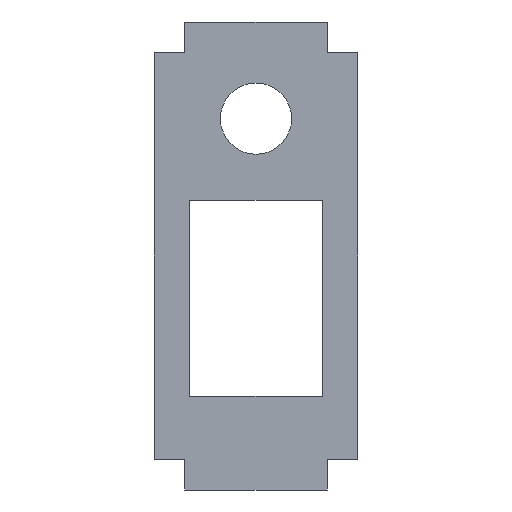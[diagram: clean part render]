
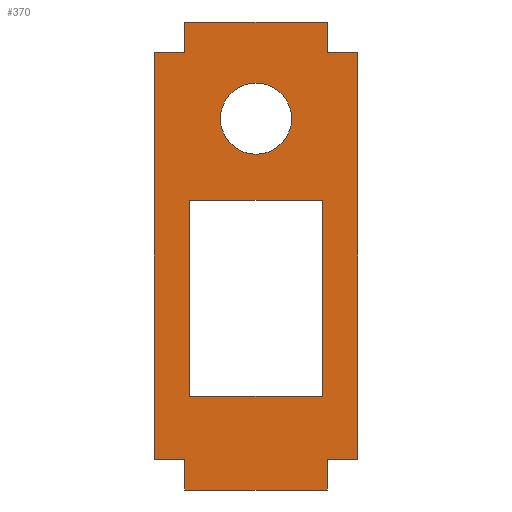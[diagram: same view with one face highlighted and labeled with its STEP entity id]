
A CAD part, front view. The second image highlights one B-rep face of the part: STEP entity #370.
In plain terms, the highlighted planar face has unit normal (0, -1, 0).
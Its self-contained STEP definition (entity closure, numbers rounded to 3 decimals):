
#3 = VERTEX_POINT ( 'NONE', #595 ) ;
#16 = CARTESIAN_POINT ( 'NONE',  ( -10., 0., -20. ) ) ;
#21 = ORIENTED_EDGE ( 'NONE', *, *, #264, .F. ) ;
#34 = DIRECTION ( 'NONE',  ( 0., 1., 0. ) ) ;
#38 = VECTOR ( 'NONE', #707, 1000. ) ;
#41 = ORIENTED_EDGE ( 'NONE', *, *, #279, .F. ) ;
#50 = LINE ( 'NONE', #701, #220 ) ;
#62 = ORIENTED_EDGE ( 'NONE', *, *, #282, .F. ) ;
#65 = ORIENTED_EDGE ( 'NONE', *, *, #271, .F. ) ;
#68 = ORIENTED_EDGE ( 'NONE', *, *, #260, .F. ) ;
#78 = VERTEX_POINT ( 'NONE', #214 ) ;
#80 = CARTESIAN_POINT ( 'NONE',  ( -7., 0., -23. ) ) ;
#86 = VERTEX_POINT ( 'NONE', #80 ) ;
#96 = ORIENTED_EDGE ( 'NONE', *, *, #266, .F. ) ;
#106 = CARTESIAN_POINT ( 'NONE',  ( 6.5, 0., -13.8 ) ) ;
#122 = VERTEX_POINT ( 'NONE', #145 ) ;
#141 = VECTOR ( 'NONE', #604, 1000. ) ;
#145 = CARTESIAN_POINT ( 'NONE',  ( -7., 0., 20. ) ) ;
#151 = LINE ( 'NONE', #607, #141 ) ;
#153 = ORIENTED_EDGE ( 'NONE', *, *, #259, .T. ) ;
#171 = ORIENTED_EDGE ( 'NONE', *, *, #275, .T. ) ;
#176 = ORIENTED_EDGE ( 'NONE', *, *, #253, .F. ) ;
#179 = VECTOR ( 'NONE', #617, 1000. ) ;
#182 = CARTESIAN_POINT ( 'NONE',  ( -7., 0., 23. ) ) ;
#186 = CARTESIAN_POINT ( 'NONE',  ( 7., 0., 20. ) ) ;
#191 = VECTOR ( 'NONE', #620, 1000. ) ;
#193 = VERTEX_POINT ( 'NONE', #16 ) ;
#198 = EDGE_CURVE ( 'NONE', #215, #3, #472, .T. ) ;
#199 = DIRECTION ( 'NONE',  ( 0., 0., 1. ) ) ;
#201 = LINE ( 'NONE', #618, #179 ) ;
#202 = VECTOR ( 'NONE', #623, 1000. ) ;
#204 = VERTEX_POINT ( 'NONE', #106 ) ;
#214 = CARTESIAN_POINT ( 'NONE',  ( 7., 0., 23. ) ) ;
#215 = VERTEX_POINT ( 'NONE', #498 ) ;
#216 = AXIS2_PLACEMENT_3D ( 'NONE', #523, #519, #518 ) ;
#218 = LINE ( 'NONE', #653, #338 ) ;
#220 = VECTOR ( 'NONE', #660, 1000. ) ;
#224 = AXIS2_PLACEMENT_3D ( 'NONE', #418, #690, #669 ) ;
#226 = VERTEX_POINT ( 'NONE', #182 ) ;
#228 = AXIS2_PLACEMENT_3D ( 'NONE', #703, #34, #199 ) ;
#233 = VECTOR ( 'NONE', #385, 1000. ) ;
#244 = VECTOR ( 'NONE', #656, 1000. ) ;
#249 = EDGE_LOOP ( 'NONE', ( #41, #641, #62, #393, #302, #65, #176, #493, #594, #68, #96, #21 ) ) ;
#253 = EDGE_CURVE ( 'NONE', #658, #341, #603, .T. ) ;
#258 = EDGE_CURVE ( 'NONE', #357, #658, #698, .T. ) ;
#259 = EDGE_CURVE ( 'NONE', #3, #215, #654, .T. ) ;
#260 = EDGE_CURVE ( 'NONE', #226, #78, #310, .T. ) ;
#262 = EDGE_CURVE ( 'NONE', #78, #357, #50, .T. ) ;
#264 = EDGE_CURVE ( 'NONE', #413, #122, #327, .T. ) ;
#266 = EDGE_CURVE ( 'NONE', #122, #226, #218, .T. ) ;
#270 = EDGE_CURVE ( 'NONE', #464, #86, #343, .T. ) ;
#271 = EDGE_CURVE ( 'NONE', #341, #356, #349, .T. ) ;
#275 = EDGE_CURVE ( 'NONE', #409, #204, #359, .T. ) ;
#276 = EDGE_CURVE ( 'NONE', #204, #317, #371, .T. ) ;
#278 = EDGE_CURVE ( 'NONE', #356, #464, #388, .T. ) ;
#279 = EDGE_CURVE ( 'NONE', #193, #413, #380, .T. ) ;
#280 = EDGE_CURVE ( 'NONE', #377, #193, #395, .T. ) ;
#282 = EDGE_CURVE ( 'NONE', #86, #377, #405, .T. ) ;
#283 = EDGE_CURVE ( 'NONE', #366, #409, #201, .T. ) ;
#288 = FACE_OUTER_BOUND ( 'NONE', #249, .T. ) ;
#289 = ORIENTED_EDGE ( 'NONE', *, *, #198, .T. ) ;
#293 = EDGE_CURVE ( 'NONE', #317, #366, #151, .T. ) ;
#302 = ORIENTED_EDGE ( 'NONE', *, *, #278, .F. ) ;
#310 = LINE ( 'NONE', #379, #38 ) ;
#317 = VERTEX_POINT ( 'NONE', #581 ) ;
#327 = LINE ( 'NONE', #667, #244 ) ;
#338 = VECTOR ( 'NONE', #651, 1000. ) ;
#340 = FACE_BOUND ( 'NONE', #706, .T. ) ;
#341 = VERTEX_POINT ( 'NONE', #534 ) ;
#343 = LINE ( 'NONE', #650, #350 ) ;
#347 = DIRECTION ( 'NONE',  ( 0., 0., -1. ) ) ;
#349 = LINE ( 'NONE', #663, #369 ) ;
#350 = VECTOR ( 'NONE', #649, 1000. ) ;
#356 = VERTEX_POINT ( 'NONE', #524 ) ;
#357 = VERTEX_POINT ( 'NONE', #552 ) ;
#359 = LINE ( 'NONE', #645, #382 ) ;
#366 = VERTEX_POINT ( 'NONE', #522 ) ;
#369 = VECTOR ( 'NONE', #643, 1000. ) ;
#370 = ADVANCED_FACE ( 'NONE', ( #340, #288, #400 ), #520, .F. ) ;
#371 = LINE ( 'NONE', #642, #389 ) ;
#377 = VERTEX_POINT ( 'NONE', #514 ) ;
#379 = CARTESIAN_POINT ( 'NONE',  ( -7., 0., 23. ) ) ;
#380 = LINE ( 'NONE', #638, #406 ) ;
#382 = VECTOR ( 'NONE', #637, 1000. ) ;
#385 = DIRECTION ( 'NONE',  ( 1., 0., 0. ) ) ;
#388 = LINE ( 'NONE', #630, #396 ) ;
#389 = VECTOR ( 'NONE', #631, 1000. ) ;
#393 = ORIENTED_EDGE ( 'NONE', *, *, #270, .F. ) ;
#395 = LINE ( 'NONE', #633, #202 ) ;
#396 = VECTOR ( 'NONE', #627, 1000. ) ;
#400 = FACE_BOUND ( 'NONE', #515, .T. ) ;
#405 = LINE ( 'NONE', #628, #191 ) ;
#406 = VECTOR ( 'NONE', #626, 1000. ) ;
#409 = VERTEX_POINT ( 'NONE', #516 ) ;
#413 = VERTEX_POINT ( 'NONE', #507 ) ;
#418 = CARTESIAN_POINT ( 'NONE',  ( 0., 0., 13.5 ) ) ;
#421 = ORIENTED_EDGE ( 'NONE', *, *, #293, .T. ) ;
#464 = VERTEX_POINT ( 'NONE', #508 ) ;
#472 = CIRCLE ( 'NONE', #228, 3.5 ) ;
#484 = CARTESIAN_POINT ( 'NONE',  ( 10., 0., 20. ) ) ;
#493 = ORIENTED_EDGE ( 'NONE', *, *, #258, .F. ) ;
#496 = ORIENTED_EDGE ( 'NONE', *, *, #276, .T. ) ;
#498 = CARTESIAN_POINT ( 'NONE',  ( 0., 0., 10. ) ) ;
#507 = CARTESIAN_POINT ( 'NONE',  ( -10., 0., 20. ) ) ;
#508 = CARTESIAN_POINT ( 'NONE',  ( 7., 0., -23. ) ) ;
#514 = CARTESIAN_POINT ( 'NONE',  ( -7., 0., -20. ) ) ;
#515 = EDGE_LOOP ( 'NONE', ( #289, #153 ) ) ;
#516 = CARTESIAN_POINT ( 'NONE',  ( 6.5, 0., 5.5 ) ) ;
#518 = DIRECTION ( 'NONE',  ( 0., 0., 1. ) ) ;
#519 = DIRECTION ( 'NONE',  ( 0., 1., 0. ) ) ;
#520 = PLANE ( 'NONE',  #216 ) ;
#522 = CARTESIAN_POINT ( 'NONE',  ( -6.5, 0., 5.5 ) ) ;
#523 = CARTESIAN_POINT ( 'NONE',  ( 0., 0., 0. ) ) ;
#524 = CARTESIAN_POINT ( 'NONE',  ( 7., 0., -20. ) ) ;
#533 = ORIENTED_EDGE ( 'NONE', *, *, #283, .T. ) ;
#534 = CARTESIAN_POINT ( 'NONE',  ( 10., 0., -20. ) ) ;
#552 = CARTESIAN_POINT ( 'NONE',  ( 7., 0., 20. ) ) ;
#574 = VECTOR ( 'NONE', #347, 1000. ) ;
#581 = CARTESIAN_POINT ( 'NONE',  ( -6.5, 0., -13.8 ) ) ;
#594 = ORIENTED_EDGE ( 'NONE', *, *, #262, .F. ) ;
#595 = CARTESIAN_POINT ( 'NONE',  ( 0., 0., 17. ) ) ;
#603 = LINE ( 'NONE', #691, #574 ) ;
#604 = DIRECTION ( 'NONE',  ( 0., 0., 1. ) ) ;
#607 = CARTESIAN_POINT ( 'NONE',  ( -6.5, 0., -13.8 ) ) ;
#617 = DIRECTION ( 'NONE',  ( 1., 0., 0. ) ) ;
#618 = CARTESIAN_POINT ( 'NONE',  ( -6.5, 0., 5.5 ) ) ;
#620 = DIRECTION ( 'NONE',  ( 0., 0., 1. ) ) ;
#623 = DIRECTION ( 'NONE',  ( -1., 0., 0. ) ) ;
#626 = DIRECTION ( 'NONE',  ( 0., 0., 1. ) ) ;
#627 = DIRECTION ( 'NONE',  ( 0., 0., -1. ) ) ;
#628 = CARTESIAN_POINT ( 'NONE',  ( -7., 0., -23. ) ) ;
#630 = CARTESIAN_POINT ( 'NONE',  ( 7., 0., -23. ) ) ;
#631 = DIRECTION ( 'NONE',  ( -1., 0., 0. ) ) ;
#633 = CARTESIAN_POINT ( 'NONE',  ( -10., 0., -20. ) ) ;
#637 = DIRECTION ( 'NONE',  ( 0., 0., -1. ) ) ;
#638 = CARTESIAN_POINT ( 'NONE',  ( -10., 0., -20. ) ) ;
#641 = ORIENTED_EDGE ( 'NONE', *, *, #280, .F. ) ;
#642 = CARTESIAN_POINT ( 'NONE',  ( -6.5, 0., -13.8 ) ) ;
#643 = DIRECTION ( 'NONE',  ( -1., 0., 0. ) ) ;
#645 = CARTESIAN_POINT ( 'NONE',  ( 6.5, 0., -13.8 ) ) ;
#649 = DIRECTION ( 'NONE',  ( -1., 0., 0. ) ) ;
#650 = CARTESIAN_POINT ( 'NONE',  ( -7., 0., -23. ) ) ;
#651 = DIRECTION ( 'NONE',  ( 0., 0., 1. ) ) ;
#653 = CARTESIAN_POINT ( 'NONE',  ( -7., 0., 20. ) ) ;
#654 = CIRCLE ( 'NONE', #224, 3.5 ) ;
#656 = DIRECTION ( 'NONE',  ( 1., 0., 0. ) ) ;
#658 = VERTEX_POINT ( 'NONE', #484 ) ;
#660 = DIRECTION ( 'NONE',  ( 0., 0., -1. ) ) ;
#663 = CARTESIAN_POINT ( 'NONE',  ( 7., 0., -20. ) ) ;
#667 = CARTESIAN_POINT ( 'NONE',  ( -10., 0., 20. ) ) ;
#669 = DIRECTION ( 'NONE',  ( 0., 0., 1. ) ) ;
#690 = DIRECTION ( 'NONE',  ( 0., 1., 0. ) ) ;
#691 = CARTESIAN_POINT ( 'NONE',  ( 10., 0., -20. ) ) ;
#698 = LINE ( 'NONE', #186, #233 ) ;
#701 = CARTESIAN_POINT ( 'NONE',  ( 7., 0., 20. ) ) ;
#703 = CARTESIAN_POINT ( 'NONE',  ( 0., 0., 13.5 ) ) ;
#706 = EDGE_LOOP ( 'NONE', ( #421, #533, #171, #496 ) ) ;
#707 = DIRECTION ( 'NONE',  ( 1., 0., 0. ) ) ;
